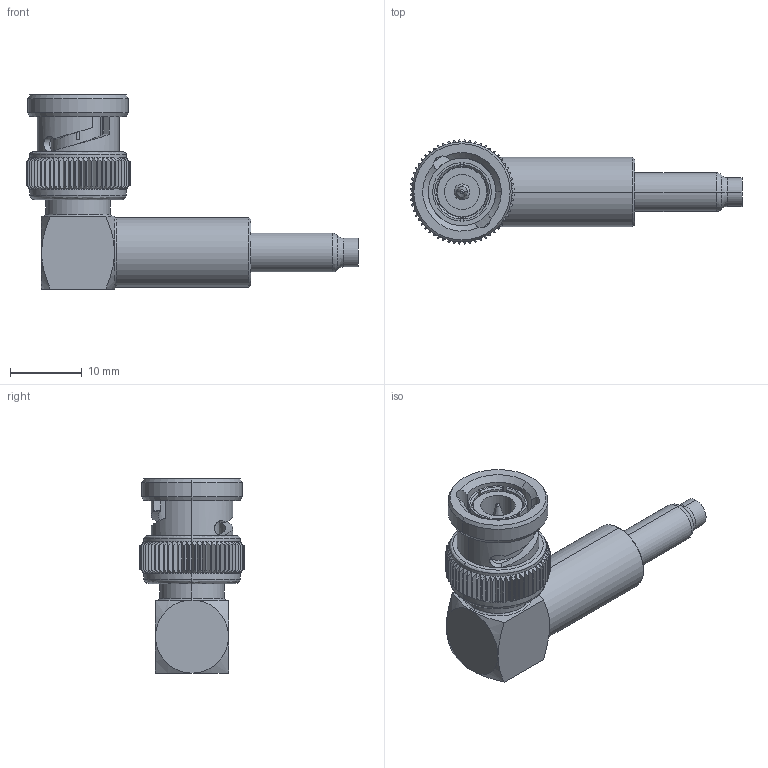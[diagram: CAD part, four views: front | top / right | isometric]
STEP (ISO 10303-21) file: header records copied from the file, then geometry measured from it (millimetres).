
FILE_DESCRIPTION (( 'STEP AP203' ), '1' );
FILE_NAME ('FMCN1838_3D.STEP', '2022-02-14T21:28:57', ( '' ), ( '' ), 'SwSTEP 2.0', 'SolidWorks 2021', '' );
FILE_SCHEMA (( 'CONFIG_CONTROL_DESIGN' ));
Length unit declared in the file: inch
Products named in the file (1): FMCN1838_3D
Bounding box: 46.15 x 14.46 x 27 mm (x, y, z)
Volume: 4103.2 mm3; surface area: 3857.1 mm2
Topology: 3 solids, 4 shells, 492 faces, 1124 edges, 652 vertices
Faces by surface type: plane 171, cone 159, cylinder 136, bspline 24, sphere 2
Entity records: 15774 total; most frequent: CARTESIAN_POINT 5118, ORIENTED_EDGE 2248, DIRECTION 2173, EDGE_CURVE 1124, AXIS2_PLACEMENT_3D 912, VERTEX_POINT 652, EDGE_LOOP 514, ADVANCED_FACE 492
